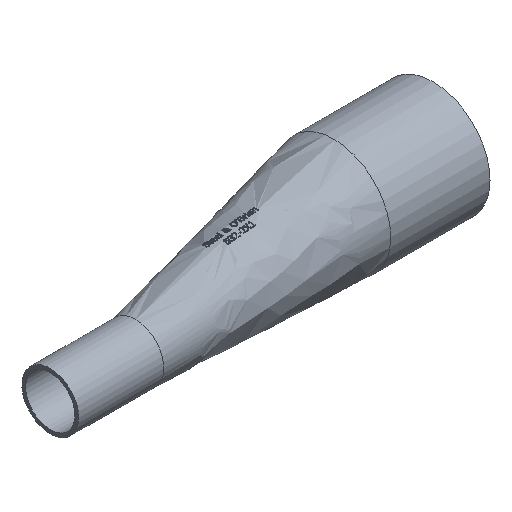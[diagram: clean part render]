
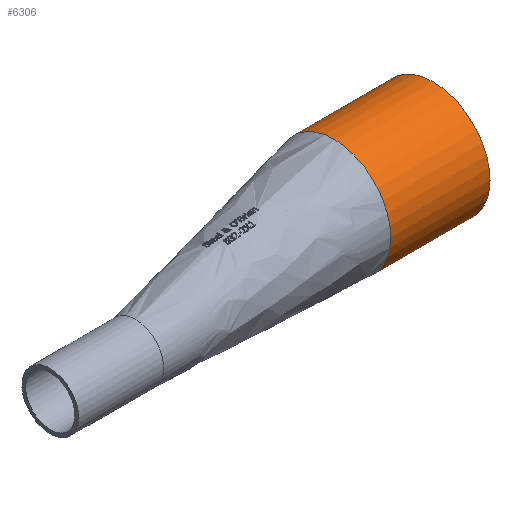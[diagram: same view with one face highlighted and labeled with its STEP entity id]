
A CAD part, isometric view. The second image highlights one B-rep face of the part: STEP entity #6306.
In plain terms, the highlighted cylindrical face has radius 25.4 mm (diameter 50.8 mm), a full revolution.
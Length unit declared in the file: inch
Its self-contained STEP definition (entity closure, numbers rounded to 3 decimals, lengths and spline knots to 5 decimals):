
#14=CYLINDRICAL_SURFACE('',#6526,1.);
#488=FACE_OUTER_BOUND('',#1759,.T.);
#1383=FACE_BOUND('',#1760,.T.);
#1759=EDGE_LOOP('',(#5889,#5890));
#1760=EDGE_LOOP('',(#5891));
#2326=CIRCLE('',#6378,1.);
#2327=CIRCLE('',#6379,1.);
#2342=CIRCLE('',#6527,1.);
#2634=VERTEX_POINT('',#8976);
#2635=VERTEX_POINT('',#8979);
#3031=VERTEX_POINT('',#14466);
#3276=EDGE_CURVE('',#2634,#2635,#2326,.T.);
#3277=EDGE_CURVE('',#2635,#2634,#2327,.T.);
#3989=EDGE_CURVE('',#3031,#3031,#2342,.T.);
#5889=ORIENTED_EDGE('',*,*,#3277,.F.);
#5890=ORIENTED_EDGE('',*,*,#3276,.F.);
#5891=ORIENTED_EDGE('',*,*,#3989,.F.);
#6306=ADVANCED_FACE('',(#488,#1383),#14,.T.);
#6378=AXIS2_PLACEMENT_3D('',#8980,#6675,#6676);
#6379=AXIS2_PLACEMENT_3D('',#8981,#6677,#6678);
#6526=AXIS2_PLACEMENT_3D('',#14465,#7280,#7281);
#6527=AXIS2_PLACEMENT_3D('',#14467,#7282,#7283);
#6675=DIRECTION('center_axis',(-1.,0.,0.));
#6676=DIRECTION('ref_axis',(0.,-1.,0.));
#6677=DIRECTION('center_axis',(-1.,0.,0.));
#6678=DIRECTION('ref_axis',(0.,-1.,0.));
#7280=DIRECTION('center_axis',(-1.,0.,0.));
#7281=DIRECTION('ref_axis',(0.,0.,
-1.));
#7282=DIRECTION('center_axis',(1.,0.,0.));
#7283=DIRECTION('ref_axis',(0.,0.,
-1.));
#8976=CARTESIAN_POINT('',(4.,0.48485,0.99989));
#8979=CARTESIAN_POINT('',(4.,-0.5,0.));
#8980=CARTESIAN_POINT('Origin',(4.,0.5,0.));
#8981=CARTESIAN_POINT('Origin',(4.,0.5,0.));
#14465=CARTESIAN_POINT('Origin',(5.75,0.5,0.));
#14466=CARTESIAN_POINT('',(5.75,0.5,1.));
#14467=CARTESIAN_POINT('Origin',(5.75,0.5,0.));
